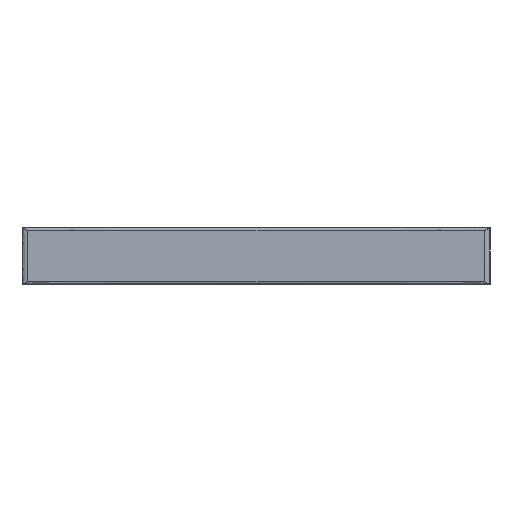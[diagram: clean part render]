
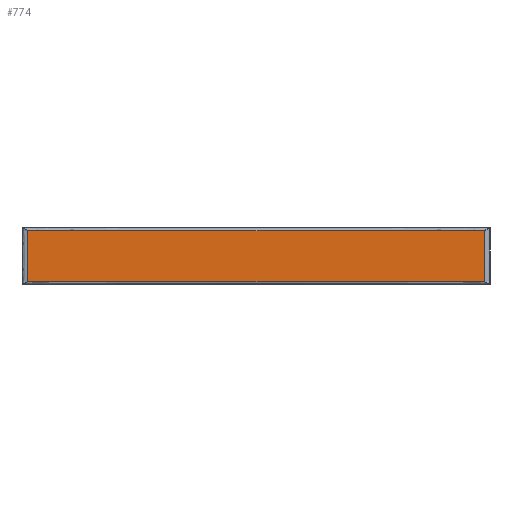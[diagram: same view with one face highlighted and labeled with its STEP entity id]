
A CAD part, left-side view. The second image highlights one B-rep face of the part: STEP entity #774.
In plain terms, the highlighted planar face has unit normal (-1, 0, 0).
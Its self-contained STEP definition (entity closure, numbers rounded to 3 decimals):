
#60 = CARTESIAN_POINT ( 'NONE',  ( -0.91, -0.825, 0. ) ) ;
#66 = CARTESIAN_POINT ( 'NONE',  ( -0.91, -0.785, 0.02 ) ) ;
#89 = VERTEX_POINT ( 'NONE', #566 ) ;
#108 = ORIENTED_EDGE ( 'NONE', *, *, #244, .F. ) ;
#148 = VERTEX_POINT ( 'NONE', #574 ) ;
#244 = EDGE_CURVE ( 'NONE', #1203, #1552, #827, .T. ) ;
#322 = ORIENTED_EDGE ( 'NONE', *, *, #813, .F. ) ;
#342 = CARTESIAN_POINT ( 'NONE',  ( -0.91, 2.435, 0.02 ) ) ;
#360 = DIRECTION ( 'NONE',  ( 0., 0., -1. ) ) ;
#562 = AXIS2_PLACEMENT_3D ( 'NONE', #60, #1057, #687 ) ;
#566 = CARTESIAN_POINT ( 'NONE',  ( -0.91, 2.435, 0.38 ) ) ;
#574 = CARTESIAN_POINT ( 'NONE',  ( -0.91, -0.785, 0.38 ) ) ;
#578 = CARTESIAN_POINT ( 'NONE',  ( -0.91, 2.435, 0.02 ) ) ;
#581 = LINE ( 'NONE', #578, #1096 ) ;
#583 = DIRECTION ( 'NONE',  ( 0., 0., 1. ) ) ;
#598 = VECTOR ( 'NONE', #618, 1000. ) ;
#610 = LINE ( 'NONE', #1344, #1547 ) ;
#618 = DIRECTION ( 'NONE',  ( 0., -1., 0. ) ) ;
#687 = DIRECTION ( 'NONE',  ( 0., 0., 1. ) ) ;
#774 = ADVANCED_FACE ( 'NONE', ( #1597 ), #800, .T. ) ;
#800 = PLANE ( 'NONE',  #562 ) ;
#813 = EDGE_CURVE ( 'NONE', #1552, #89, #581, .T. ) ;
#827 = LINE ( 'NONE', #1081, #1214 ) ;
#869 = CARTESIAN_POINT ( 'NONE',  ( -0.91, 2.435, 0.38 ) ) ;
#982 = ORIENTED_EDGE ( 'NONE', *, *, #1016, .F. ) ;
#1016 = EDGE_CURVE ( 'NONE', #89, #148, #1029, .T. ) ;
#1029 = LINE ( 'NONE', #869, #598 ) ;
#1057 = DIRECTION ( 'NONE',  ( -1., 0., 0. ) ) ;
#1081 = CARTESIAN_POINT ( 'NONE',  ( -0.91, -0.785, 0.02 ) ) ;
#1096 = VECTOR ( 'NONE', #583, 1000. ) ;
#1203 = VERTEX_POINT ( 'NONE', #66 ) ;
#1214 = VECTOR ( 'NONE', #1574, 1000. ) ;
#1344 = CARTESIAN_POINT ( 'NONE',  ( -0.91, -0.785, 0.38 ) ) ;
#1513 = EDGE_CURVE ( 'NONE', #148, #1203, #610, .T. ) ;
#1547 = VECTOR ( 'NONE', #360, 1000. ) ;
#1551 = ORIENTED_EDGE ( 'NONE', *, *, #1513, .F. ) ;
#1552 = VERTEX_POINT ( 'NONE', #342 ) ;
#1573 = EDGE_LOOP ( 'NONE', ( #108, #1551, #982, #322 ) ) ;
#1574 = DIRECTION ( 'NONE',  ( 0., 1., 0. ) ) ;
#1597 = FACE_OUTER_BOUND ( 'NONE', #1573, .T. ) ;
